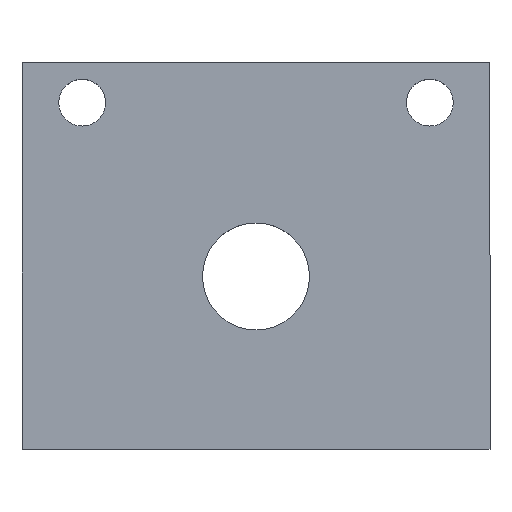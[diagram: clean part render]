
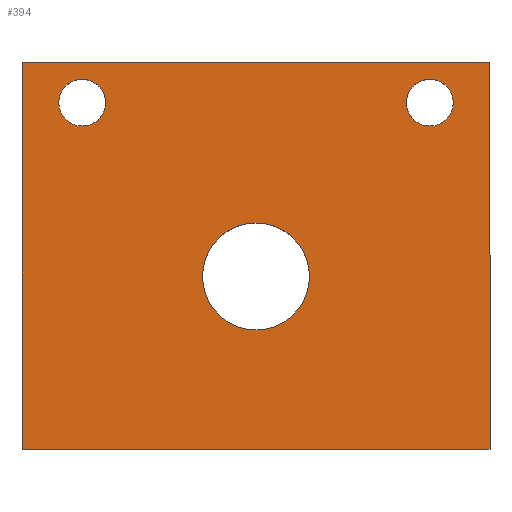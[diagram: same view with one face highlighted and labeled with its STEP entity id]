
A CAD part, top view. The second image highlights one B-rep face of the part: STEP entity #394.
In plain terms, the highlighted planar face has unit normal (0, 0, 1).
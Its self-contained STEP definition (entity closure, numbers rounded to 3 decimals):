
#3 = LINE ( 'NONE', #57, #169 ) ;
#4 = DIRECTION ( 'NONE',  ( 0., 0., 1. ) ) ;
#8 = CARTESIAN_POINT ( 'NONE',  ( 10.071, 13., 3. ) ) ;
#14 = DIRECTION ( 'NONE',  ( 1., 0., 0. ) ) ;
#15 = LINE ( 'NONE', #382, #206 ) ;
#18 = FACE_BOUND ( 'NONE', #244, .T. ) ;
#20 = EDGE_CURVE ( 'NONE', #310, #133, #404, .T. ) ;
#29 = CARTESIAN_POINT ( 'NONE',  ( -24.929, 13., 3. ) ) ;
#32 = EDGE_CURVE ( 'NONE', #341, #171, #181, .T. ) ;
#35 = DIRECTION ( 'NONE',  ( -1., 0., 0. ) ) ;
#37 = CARTESIAN_POINT ( 'NONE',  ( -7.429, -3., 3. ) ) ;
#38 = EDGE_LOOP ( 'NONE', ( #176, #174 ) ) ;
#41 = VERTEX_POINT ( 'NONE', #76 ) ;
#45 = FACE_BOUND ( 'NONE', #38, .T. ) ;
#46 = CARTESIAN_POINT ( 'NONE',  ( -20.429, 10., 3. ) ) ;
#48 = DIRECTION ( 'NONE',  ( 0., -1., 0. ) ) ;
#51 = AXIS2_PLACEMENT_3D ( 'NONE', #238, #323, #154 ) ;
#54 = CARTESIAN_POINT ( 'NONE',  ( 10.071, -15.93, 3. ) ) ;
#56 = LINE ( 'NONE', #183, #337 ) ;
#57 = CARTESIAN_POINT ( 'NONE',  ( -24.929, 13., 3. ) ) ;
#58 = CARTESIAN_POINT ( 'NONE',  ( -18.679, 10., 3. ) ) ;
#60 = CIRCLE ( 'NONE', #259, 1.75 ) ;
#66 = DIRECTION ( 'NONE',  ( 1., 0., 0. ) ) ;
#70 = VERTEX_POINT ( 'NONE', #29 ) ;
#71 = FACE_OUTER_BOUND ( 'NONE', #398, .T. ) ;
#75 = ORIENTED_EDGE ( 'NONE', *, *, #347, .T. ) ;
#76 = CARTESIAN_POINT ( 'NONE',  ( 3.821, 10., 3. ) ) ;
#85 = DIRECTION ( 'NONE',  ( 0., 1., 0. ) ) ;
#89 = CARTESIAN_POINT ( 'NONE',  ( -3.429, -3., 3. ) ) ;
#104 = AXIS2_PLACEMENT_3D ( 'NONE', #138, #110, #374 ) ;
#106 = EDGE_LOOP ( 'NONE', ( #189, #197 ) ) ;
#108 = VERTEX_POINT ( 'NONE', #217 ) ;
#110 = DIRECTION ( 'NONE',  ( 0., 0., 1. ) ) ;
#112 = DIRECTION ( 'NONE',  ( 1., 0., 0. ) ) ;
#116 = EDGE_CURVE ( 'NONE', #133, #381, #56, .T. ) ;
#123 = CARTESIAN_POINT ( 'NONE',  ( 7.321, 10., 3. ) ) ;
#132 = AXIS2_PLACEMENT_3D ( 'NONE', #159, #156, #66 ) ;
#133 = VERTEX_POINT ( 'NONE', #279 ) ;
#134 = PLANE ( 'NONE',  #51 ) ;
#135 = CARTESIAN_POINT ( 'NONE',  ( -22.179, 10., 3. ) ) ;
#138 = CARTESIAN_POINT ( 'NONE',  ( -20.429, 10., 3. ) ) ;
#146 = AXIS2_PLACEMENT_3D ( 'NONE', #37, #402, #372 ) ;
#154 = DIRECTION ( 'NONE',  ( -1., 0., 0. ) ) ;
#156 = DIRECTION ( 'NONE',  ( 0., 0., 1. ) ) ;
#159 = CARTESIAN_POINT ( 'NONE',  ( 5.571, 10., 3. ) ) ;
#167 = DIRECTION ( 'NONE',  ( 0., 0., 1. ) ) ;
#169 = VECTOR ( 'NONE', #35, 1000. ) ;
#170 = VERTEX_POINT ( 'NONE', #123 ) ;
#171 = VERTEX_POINT ( 'NONE', #58 ) ;
#174 = ORIENTED_EDGE ( 'NONE', *, *, #295, .F. ) ;
#176 = ORIENTED_EDGE ( 'NONE', *, *, #267, .F. ) ;
#181 = CIRCLE ( 'NONE', #276, 1.75 ) ;
#182 = AXIS2_PLACEMENT_3D ( 'NONE', #225, #4, #364 ) ;
#183 = CARTESIAN_POINT ( 'NONE',  ( 10.071, 13., 3. ) ) ;
#188 = CARTESIAN_POINT ( 'NONE',  ( -24.929, -15.93, 3. ) ) ;
#189 = ORIENTED_EDGE ( 'NONE', *, *, #368, .F. ) ;
#194 = FACE_BOUND ( 'NONE', #106, .T. ) ;
#197 = ORIENTED_EDGE ( 'NONE', *, *, #248, .F. ) ;
#206 = VECTOR ( 'NONE', #48, 1000. ) ;
#210 = ORIENTED_EDGE ( 'NONE', *, *, #20, .T. ) ;
#211 = VERTEX_POINT ( 'NONE', #89 ) ;
#217 = CARTESIAN_POINT ( 'NONE',  ( -11.429, -3., 3. ) ) ;
#225 = CARTESIAN_POINT ( 'NONE',  ( -7.429, -3., 3. ) ) ;
#235 = ORIENTED_EDGE ( 'NONE', *, *, #32, .F. ) ;
#238 = CARTESIAN_POINT ( 'NONE',  ( 0., 0., 3. ) ) ;
#239 = CARTESIAN_POINT ( 'NONE',  ( 5.571, 10., 3. ) ) ;
#244 = EDGE_LOOP ( 'NONE', ( #235, #318 ) ) ;
#246 = CIRCLE ( 'NONE', #146, 4. ) ;
#248 = EDGE_CURVE ( 'NONE', #170, #41, #265, .T. ) ;
#259 = AXIS2_PLACEMENT_3D ( 'NONE', #239, #376, #14 ) ;
#261 = ORIENTED_EDGE ( 'NONE', *, *, #116, .T. ) ;
#265 = CIRCLE ( 'NONE', #132, 1.75 ) ;
#267 = EDGE_CURVE ( 'NONE', #108, #211, #246, .T. ) ;
#276 = AXIS2_PLACEMENT_3D ( 'NONE', #46, #167, #300 ) ;
#279 = CARTESIAN_POINT ( 'NONE',  ( 10.071, -15.93, 3. ) ) ;
#282 = CIRCLE ( 'NONE', #182, 4. ) ;
#295 = EDGE_CURVE ( 'NONE', #211, #108, #282, .T. ) ;
#299 = ORIENTED_EDGE ( 'NONE', *, *, #421, .T. ) ;
#300 = DIRECTION ( 'NONE',  ( 1., 0., 0. ) ) ;
#310 = VERTEX_POINT ( 'NONE', #188 ) ;
#318 = ORIENTED_EDGE ( 'NONE', *, *, #334, .F. ) ;
#323 = DIRECTION ( 'NONE',  ( 0., 0., -1. ) ) ;
#334 = EDGE_CURVE ( 'NONE', #171, #341, #385, .T. ) ;
#337 = VECTOR ( 'NONE', #85, 1000. ) ;
#341 = VERTEX_POINT ( 'NONE', #135 ) ;
#347 = EDGE_CURVE ( 'NONE', #70, #310, #15, .T. ) ;
#361 = VECTOR ( 'NONE', #112, 1000. ) ;
#364 = DIRECTION ( 'NONE',  ( 1., 0., 0. ) ) ;
#368 = EDGE_CURVE ( 'NONE', #41, #170, #60, .T. ) ;
#372 = DIRECTION ( 'NONE',  ( 1., 0., 0. ) ) ;
#374 = DIRECTION ( 'NONE',  ( 1., 0., 0. ) ) ;
#376 = DIRECTION ( 'NONE',  ( 0., 0., 1. ) ) ;
#381 = VERTEX_POINT ( 'NONE', #8 ) ;
#382 = CARTESIAN_POINT ( 'NONE',  ( -24.929, -15.93, 3. ) ) ;
#385 = CIRCLE ( 'NONE', #104, 1.75 ) ;
#394 = ADVANCED_FACE ( 'NONE', ( #71, #45, #18, #194 ), #134, .F. ) ;
#398 = EDGE_LOOP ( 'NONE', ( #210, #261, #299, #75 ) ) ;
#402 = DIRECTION ( 'NONE',  ( 0., 0., 1. ) ) ;
#404 = LINE ( 'NONE', #54, #361 ) ;
#421 = EDGE_CURVE ( 'NONE', #381, #70, #3, .T. ) ;
